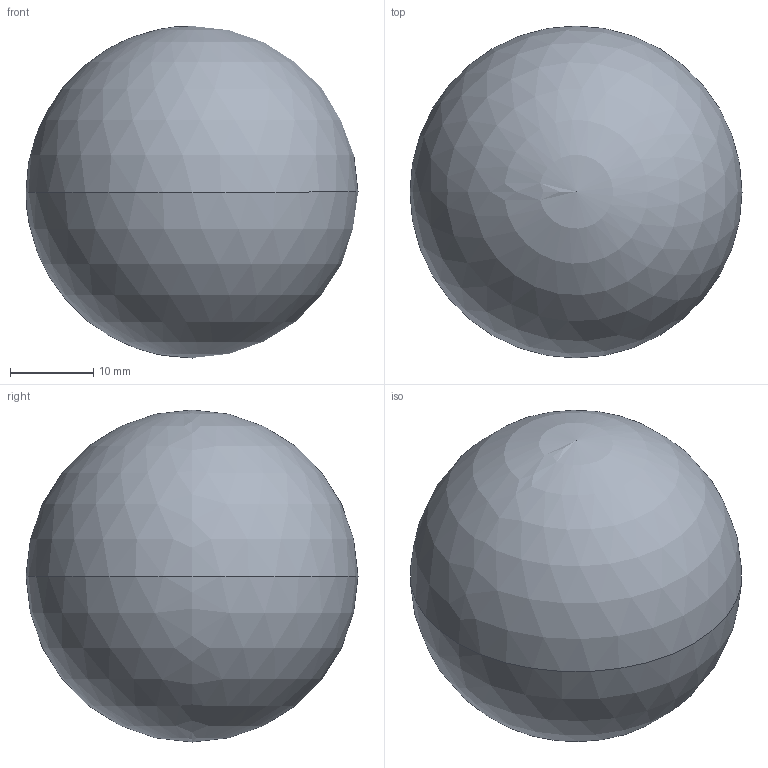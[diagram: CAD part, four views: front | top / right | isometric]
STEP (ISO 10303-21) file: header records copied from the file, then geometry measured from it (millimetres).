
FILE_DESCRIPTION (( 'STEP AP203' ), '1' );
FILE_NAME ('040-EHK.step', '2019-09-23T08:29:49', ( '' ), ( '' ), 'SwSTEP 2.0', 'SolidWorks 2015', '' );
FILE_SCHEMA (( 'CONFIG_CONTROL_DESIGN' ));
Length unit declared in the file: millimetre
Products named in the file (1): 040-EHK
Bounding box: 40 x 40 x 40 mm (x, y, z)
Volume: 9080.8 mm3; surface area: 9106.9 mm2
Topology: 1 solids, 2 shells, 199 faces, 542 edges, 362 vertices
Faces by surface type: plane 106, bspline 66, sphere 27
Entity records: 9201 total; most frequent: CARTESIAN_POINT 4382, ORIENTED_EDGE 1064, DIRECTION 888, EDGE_CURVE 532, AXIS2_PLACEMENT_3D 358, VERTEX_POINT 356, CIRCLE 224, EDGE_LOOP 218
